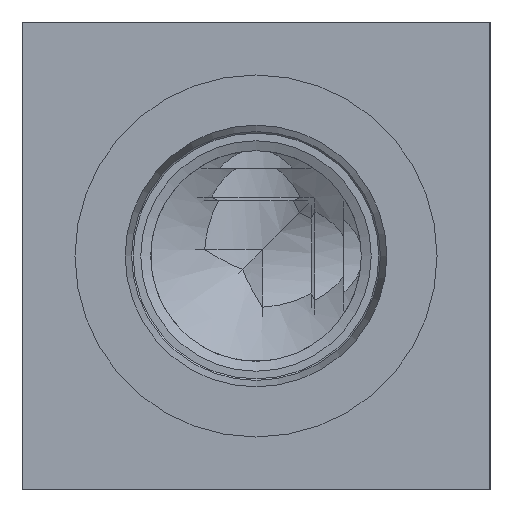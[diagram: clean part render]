
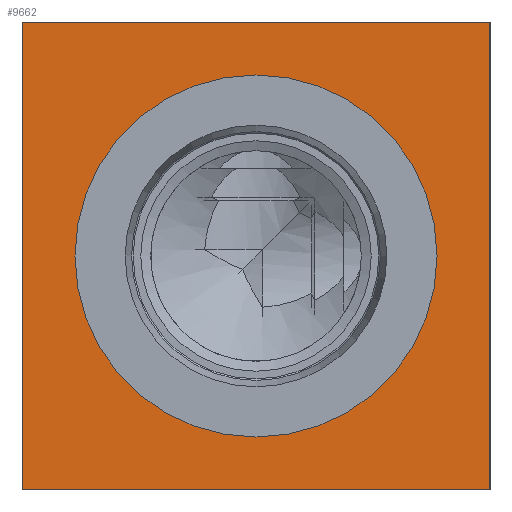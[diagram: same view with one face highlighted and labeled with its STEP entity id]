
A CAD part, left-side view. The second image highlights one B-rep face of the part: STEP entity #9662.
In plain terms, the highlighted planar face has unit normal (-1, 0, 0).
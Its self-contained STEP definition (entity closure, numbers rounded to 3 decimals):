
#487=CIRCLE('',#10379,24.562);
#488=CIRCLE('',#10380,24.562);
#549=FACE_BOUND('',#2032,.T.);
#1471=FACE_OUTER_BOUND('',#2031,.T.);
#2031=EDGE_LOOP('',(#8560,#8561,#8562,#8563));
#2032=EDGE_LOOP('',(#8564,#8565));
#2321=LINE('',#14874,#3079);
#2804=LINE('',#17279,#3562);
#2805=LINE('',#17280,#3563);
#2806=LINE('',#17281,#3564);
#3079=VECTOR('',#10798,10.);
#3562=VECTOR('',#12575,10.);
#3563=VECTOR('',#12576,10.);
#3564=VECTOR('',#12577,10.);
#3882=VERTEX_POINT('',#14867);
#3885=VERTEX_POINT('',#14872);
#4463=VERTEX_POINT('',#17248);
#4464=VERTEX_POINT('',#17249);
#4473=VERTEX_POINT('',#17277);
#4474=VERTEX_POINT('',#17278);
#4948=EDGE_CURVE('',#3885,#3882,#2321,.T.);
#5833=EDGE_CURVE('',#4463,#4464,#487,.T.);
#5834=EDGE_CURVE('',#4464,#4463,#488,.T.);
#5847=EDGE_CURVE('',#4473,#4474,#2804,.T.);
#5848=EDGE_CURVE('',#4474,#3882,#2805,.T.);
#5849=EDGE_CURVE('',#4473,#3885,#2806,.T.);
#8560=ORIENTED_EDGE('',*,*,#5847,.T.);
#8561=ORIENTED_EDGE('',*,*,#5848,.T.);
#8562=ORIENTED_EDGE('',*,*,#4948,.F.);
#8563=ORIENTED_EDGE('',*,*,#5849,.F.);
#8564=ORIENTED_EDGE('',*,*,#5833,.T.);
#8565=ORIENTED_EDGE('',*,*,#5834,.T.);
#8847=PLANE('',#10393);
#9662=ADVANCED_FACE('',(#1471,#549),#8847,.T.);
#10379=AXIS2_PLACEMENT_3D('',#17250,#12541,#12542);
#10380=AXIS2_PLACEMENT_3D('',#17251,#12543,#12544);
#10393=AXIS2_PLACEMENT_3D('',#17276,#12573,#12574);
#10798=DIRECTION('',(0.,-1.,0.));
#12541=DIRECTION('center_axis',(1.,0.,0.));
#12542=DIRECTION('ref_axis',(0.,0.,1.));
#12543=DIRECTION('center_axis',(1.,0.,0.));
#12544=DIRECTION('ref_axis',(0.,0.,1.));
#12573=DIRECTION('center_axis',(-1.,0.,0.));
#12574=DIRECTION('ref_axis',(0.,-1.,0.));
#12575=DIRECTION('',(0.,-1.,0.));
#12576=DIRECTION('',(0.,0.,1.));
#12577=DIRECTION('',(0.,0.,1.));
#14867=CARTESIAN_POINT('',(0.,0.,63.5));
#14872=CARTESIAN_POINT('',(0.,63.5,63.5));
#14874=CARTESIAN_POINT('',(0.,63.5,63.5));
#17248=CARTESIAN_POINT('',(0.,31.75,56.312));
#17249=CARTESIAN_POINT('',(0.,31.75,7.188));
#17250=CARTESIAN_POINT('Origin',(0.,31.75,31.75));
#17251=CARTESIAN_POINT('Origin',(0.,31.75,31.75));
#17276=CARTESIAN_POINT('Origin',(0.,63.5,0.));
#17277=CARTESIAN_POINT('',(0.,63.5,0.));
#17278=CARTESIAN_POINT('',(0.,0.,0.));
#17279=CARTESIAN_POINT('',(0.,63.5,0.));
#17280=CARTESIAN_POINT('',(0.,0.,0.));
#17281=CARTESIAN_POINT('',(0.,63.5,0.));
